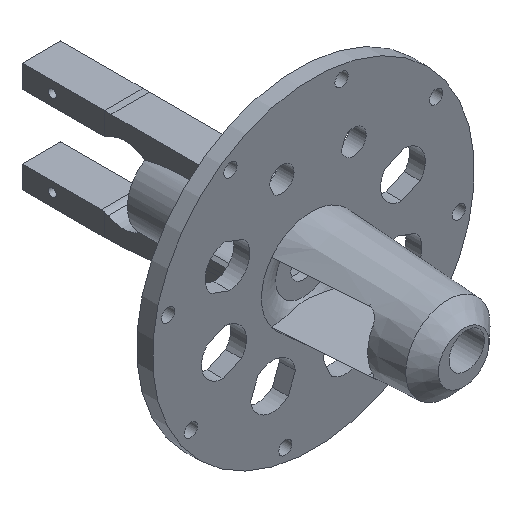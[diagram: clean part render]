
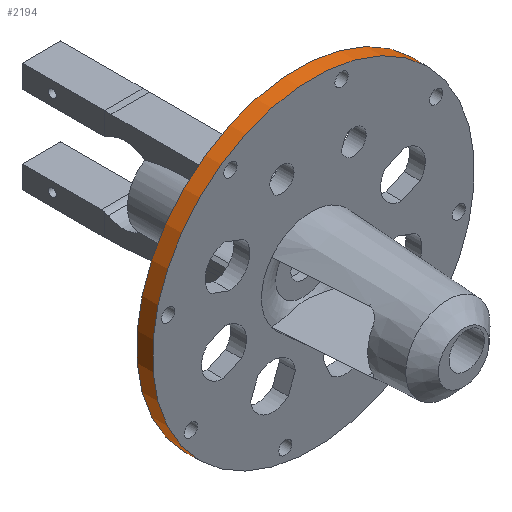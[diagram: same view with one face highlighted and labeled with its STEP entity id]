
A CAD part, isometric view. The second image highlights one B-rep face of the part: STEP entity #2194.
In plain terms, the highlighted cylindrical face has radius 50.8 mm (diameter 101.6 mm), a full revolution.
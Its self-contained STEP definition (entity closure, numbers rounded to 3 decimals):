
#82=CYLINDRICAL_SURFACE('',#2424,50.8);
#168=FACE_BOUND('',#422,.T.);
#251=FACE_OUTER_BOUND('',#421,.T.);
#421=EDGE_LOOP('',(#1887));
#422=EDGE_LOOP('',(#1888));
#485=CIRCLE('',#2253,50.8);
#556=CIRCLE('',#2396,50.8);
#943=VERTEX_POINT('',#3166);
#1088=VERTEX_POINT('',#3715);
#1157=EDGE_CURVE('',#943,#943,#485,.T.);
#1356=EDGE_CURVE('',#1088,#1088,#556,.T.);
#1887=ORIENTED_EDGE('',*,*,#1356,.F.);
#1888=ORIENTED_EDGE('',*,*,#1157,.F.);
#2194=ADVANCED_FACE('',(#251,#168),#82,.T.);
#2253=AXIS2_PLACEMENT_3D('',#3167,#2510,#2511);
#2396=AXIS2_PLACEMENT_3D('',#3716,#2901,#2902);
#2424=AXIS2_PLACEMENT_3D('',#3798,#2975,#2976);
#2510=DIRECTION('center_axis',(0.,1.,0.));
#2511=DIRECTION('ref_axis',(1.,0.,0.));
#2901=DIRECTION('center_axis',(0.,-1.,0.));
#2902=DIRECTION('ref_axis',(1.,0.,0.));
#2975=DIRECTION('center_axis',(0.,-1.,0.));
#2976=DIRECTION('ref_axis',(1.,0.,0.));
#3166=CARTESIAN_POINT('',(-50.8,0.,0.));
#3167=CARTESIAN_POINT('Origin',(0.,0.,0.));
#3715=CARTESIAN_POINT('',(-50.8,-5.,0.));
#3716=CARTESIAN_POINT('Origin',(0.,-5.,0.));
#3798=CARTESIAN_POINT('Origin',(0.,0.,0.));
